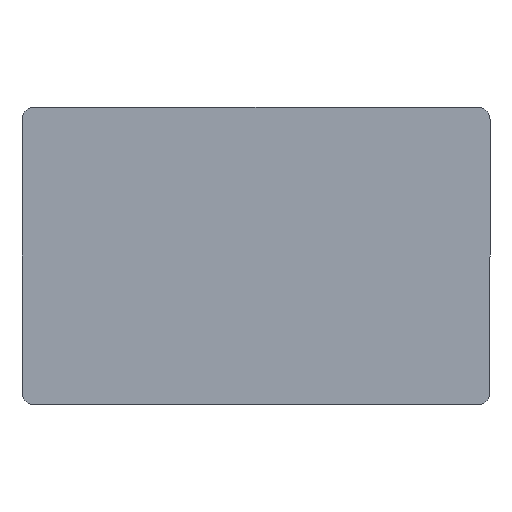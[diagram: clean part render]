
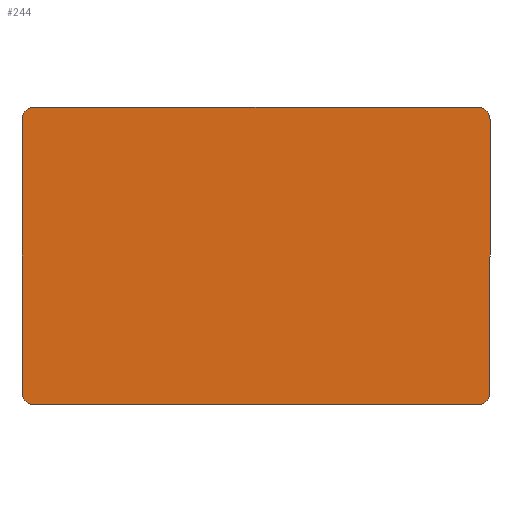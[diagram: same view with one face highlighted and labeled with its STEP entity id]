
A CAD part, front view. The second image highlights one B-rep face of the part: STEP entity #244.
In plain terms, the highlighted planar face has unit normal (0, -1, 0).
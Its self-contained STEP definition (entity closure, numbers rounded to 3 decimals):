
#10 = VECTOR ( 'NONE', #17, 1000. ) ;
#15 = VECTOR ( 'NONE', #25, 1000. ) ;
#17 = DIRECTION ( 'NONE',  ( 1., 0., 0. ) ) ;
#18 = CARTESIAN_POINT ( 'NONE',  ( -55., 0., 35. ) ) ;
#23 = LINE ( 'NONE', #65, #15 ) ;
#25 = DIRECTION ( 'NONE',  ( 0., 0., 1. ) ) ;
#39 = VECTOR ( 'NONE', #40, 1000. ) ;
#40 = DIRECTION ( 'NONE',  ( -1., 0., 0. ) ) ;
#41 = CARTESIAN_POINT ( 'NONE',  ( -55., 0., -35. ) ) ;
#46 = DIRECTION ( 'NONE',  ( 0., 0., -1. ) ) ;
#51 = CARTESIAN_POINT ( 'NONE',  ( 55., 0., -35. ) ) ;
#52 = CIRCLE ( 'NONE', #274, 3. ) ;
#58 = DIRECTION ( 'NONE',  ( 0., 0., 1. ) ) ;
#59 = DIRECTION ( 'NONE',  ( 0., -1., 0. ) ) ;
#63 = CARTESIAN_POINT ( 'NONE',  ( 52., 0., 32. ) ) ;
#65 = CARTESIAN_POINT ( 'NONE',  ( -55., 0., -35. ) ) ;
#69 = LINE ( 'NONE', #18, #10 ) ;
#74 = LINE ( 'NONE', #41, #39 ) ;
#76 = VECTOR ( 'NONE', #46, 1000. ) ;
#79 = LINE ( 'NONE', #51, #76 ) ;
#84 = CIRCLE ( 'NONE', #290, 3. ) ;
#86 = CIRCLE ( 'NONE', #292, 3. ) ;
#95 = DIRECTION ( 'NONE',  ( 0., 0., 1. ) ) ;
#98 = DIRECTION ( 'NONE',  ( 0., -1., 0. ) ) ;
#102 = CARTESIAN_POINT ( 'NONE',  ( 52., 0., -32. ) ) ;
#103 = CIRCLE ( 'NONE', #294, 3. ) ;
#104 = FACE_OUTER_BOUND ( 'NONE', #188, .T. ) ;
#109 = DIRECTION ( 'NONE',  ( 0., 0., 1. ) ) ;
#111 = DIRECTION ( 'NONE',  ( 0., -1., 0. ) ) ;
#113 = CARTESIAN_POINT ( 'NONE',  ( -52., 0., -32. ) ) ;
#136 = CARTESIAN_POINT ( 'NONE',  ( 55., 0., 32. ) ) ;
#137 = VERTEX_POINT ( 'NONE', #260 ) ;
#148 = ORIENTED_EDGE ( 'NONE', *, *, #324, .F. ) ;
#149 = ORIENTED_EDGE ( 'NONE', *, *, #318, .T. ) ;
#153 = VERTEX_POINT ( 'NONE', #267 ) ;
#154 = ORIENTED_EDGE ( 'NONE', *, *, #333, .F. ) ;
#155 = ORIENTED_EDGE ( 'NONE', *, *, #341, .T. ) ;
#156 = ORIENTED_EDGE ( 'NONE', *, *, #331, .F. ) ;
#160 = ORIENTED_EDGE ( 'NONE', *, *, #312, .T. ) ;
#162 = ORIENTED_EDGE ( 'NONE', *, *, #326, .F. ) ;
#164 = ORIENTED_EDGE ( 'NONE', *, *, #313, .T. ) ;
#180 = VERTEX_POINT ( 'NONE', #261 ) ;
#188 = EDGE_LOOP ( 'NONE', ( #148, #149, #154, #155, #156, #160, #162, #164 ) ) ;
#197 = VERTEX_POINT ( 'NONE', #270 ) ;
#200 = VERTEX_POINT ( 'NONE', #264 ) ;
#221 = CARTESIAN_POINT ( 'NONE',  ( 52., 0., 35. ) ) ;
#222 = DIRECTION ( 'NONE',  ( 0., 0., 1. ) ) ;
#224 = DIRECTION ( 'NONE',  ( 0., 1., 0. ) ) ;
#228 = VERTEX_POINT ( 'NONE', #241 ) ;
#231 = PLANE ( 'NONE',  #308 ) ;
#233 = CARTESIAN_POINT ( 'NONE',  ( 0., 0., 0. ) ) ;
#241 = CARTESIAN_POINT ( 'NONE',  ( -52., 0., 35. ) ) ;
#244 = ADVANCED_FACE ( 'NONE', ( #104 ), #231, .F. ) ;
#245 = DIRECTION ( 'NONE',  ( 0., -1., 0. ) ) ;
#248 = VERTEX_POINT ( 'NONE', #221 ) ;
#260 = CARTESIAN_POINT ( 'NONE',  ( 55., 0., -32. ) ) ;
#261 = CARTESIAN_POINT ( 'NONE',  ( -52., 0., -35. ) ) ;
#264 = CARTESIAN_POINT ( 'NONE',  ( 52., 0., -35. ) ) ;
#267 = CARTESIAN_POINT ( 'NONE',  ( -55., 0., -32. ) ) ;
#270 = CARTESIAN_POINT ( 'NONE',  ( -55., 0., 32. ) ) ;
#274 = AXIS2_PLACEMENT_3D ( 'NONE', #281, #245, #279 ) ;
#279 = DIRECTION ( 'NONE',  ( 0., 0., 1. ) ) ;
#281 = CARTESIAN_POINT ( 'NONE',  ( -52., 0., 32. ) ) ;
#284 = VERTEX_POINT ( 'NONE', #136 ) ;
#290 = AXIS2_PLACEMENT_3D ( 'NONE', #63, #59, #58 ) ;
#292 = AXIS2_PLACEMENT_3D ( 'NONE', #113, #111, #109 ) ;
#294 = AXIS2_PLACEMENT_3D ( 'NONE', #102, #98, #95 ) ;
#308 = AXIS2_PLACEMENT_3D ( 'NONE', #233, #224, #222 ) ;
#312 = EDGE_CURVE ( 'NONE', #153, #180, #86, .T. ) ;
#313 = EDGE_CURVE ( 'NONE', #200, #137, #103, .T. ) ;
#318 = EDGE_CURVE ( 'NONE', #284, #248, #84, .T. ) ;
#324 = EDGE_CURVE ( 'NONE', #284, #137, #79, .T. ) ;
#326 = EDGE_CURVE ( 'NONE', #200, #180, #74, .T. ) ;
#331 = EDGE_CURVE ( 'NONE', #153, #197, #23, .T. ) ;
#333 = EDGE_CURVE ( 'NONE', #228, #248, #69, .T. ) ;
#341 = EDGE_CURVE ( 'NONE', #228, #197, #52, .T. ) ;
